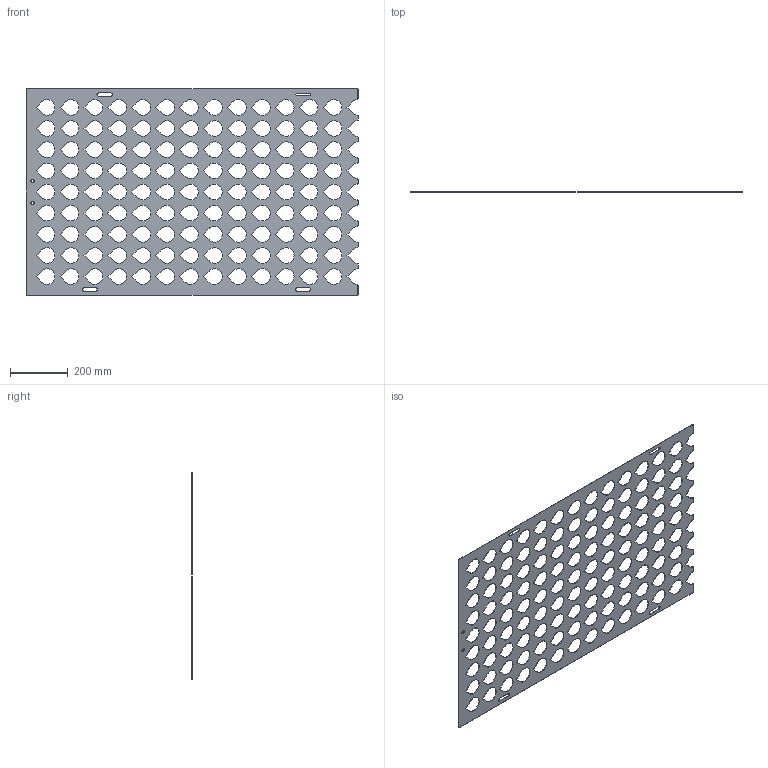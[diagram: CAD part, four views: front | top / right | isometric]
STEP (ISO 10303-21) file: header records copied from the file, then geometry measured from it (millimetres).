
FILE_DESCRIPTION (( 'STEP AP214' ), '1' );
FILE_NAME ('09-0943.STEP', '2024-12-11T16:16:21', ( '' ), ( '' ), 'SwSTEP 2.0', 'SolidWorks 2023', '' );
FILE_SCHEMA (( 'AUTOMOTIVE_DESIGN' ));
Length unit declared in the file: inch
Products named in the file (1): 09-0943
Bounding box: 1146.17 x 1.52 x 711.2 mm (x, y, z)
Volume: 782414.8 mm3; surface area: 1069421.7 mm2
Topology: 1 solids, 1 shells, 678 faces, 2028 edges, 1352 vertices
Faces by surface type: cylinder 403, plane 275
Entity records: 32120 total; most frequent: DIRECTION 4192, CARTESIAN_POINT 4059, ORIENTED_EDGE 4056, EDGE_CURVE 2028, AXIS2_PLACEMENT_3D 1485, VERTEX_POINT 1352, LINE 1222, VECTOR 1222
